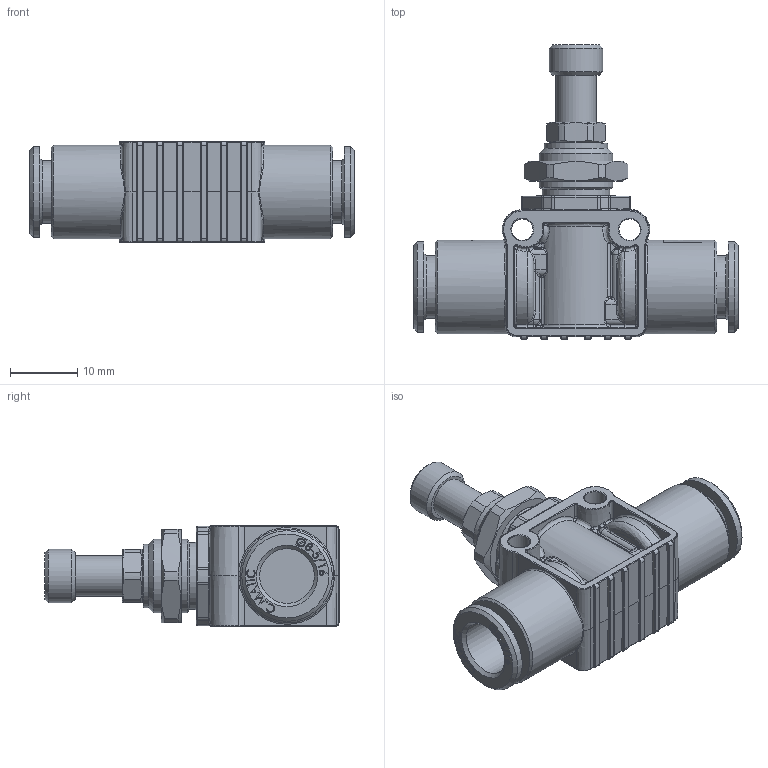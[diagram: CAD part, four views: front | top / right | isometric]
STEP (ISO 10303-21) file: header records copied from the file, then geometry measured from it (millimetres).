
FILE_DESCRIPTION(( 'MV.34.08.08B.stp' ), '1');
FILE_NAME( 'MV.34.08.08B.stp', '2019-06-20T08:53:20',( 'Sopra'),('sopra-pneumatic.com'), 'SwSTEP 2.0','SolidWorks 2009','' );
FILE_SCHEMA( ( 'CONFIG_CONTROL_DESIGN' ) );
Length unit declared in the file: millimetre
Products named in the file (4): 04240B40; NONE
Assembly tree (3 placements, depth 2):
  04240B40
    NONE
    NONE
    NONE
Bounding box: 48.5 x 43.81 x 15 mm (x, y, z)
Volume: 8726.4 mm3; surface area: 5814.3 mm2
Topology: 1 solids, 3 shells, 1055 faces, 2679 edges, 1674 vertices
Faces by surface type: bspline 394, plane 346, cylinder 215, torus 53, cone 46, sphere 1
Full cylindrical faces by diameter (mm): 3.2 x2, 6 x1, 8 x1, 8.15 x2, 9.3 x2, 9.5 x1, 10 x1, 11 x2, 13.5 x2, 14 x2
Entity records: 60034 total; most frequent: CARTESIAN_POINT 41236, ORIENTED_EDGE 5225, EDGE_CURVE 2615, B_SPLINE_CURVE_WITH_KNOTS 2438, VERTEX_POINT 1665, DIRECTION 1520, EDGE_LOOP 1160, FACE_OUTER_BOUND 1070
